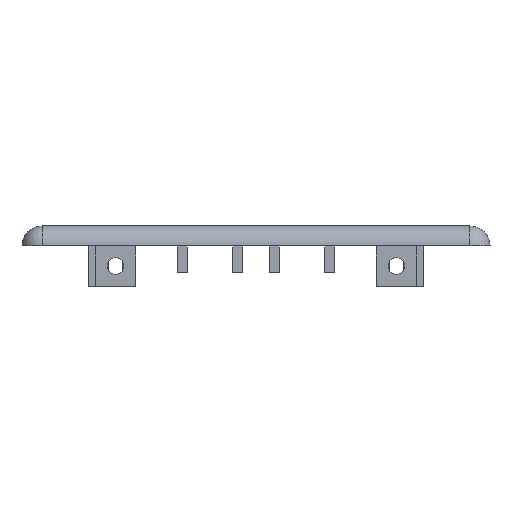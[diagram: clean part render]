
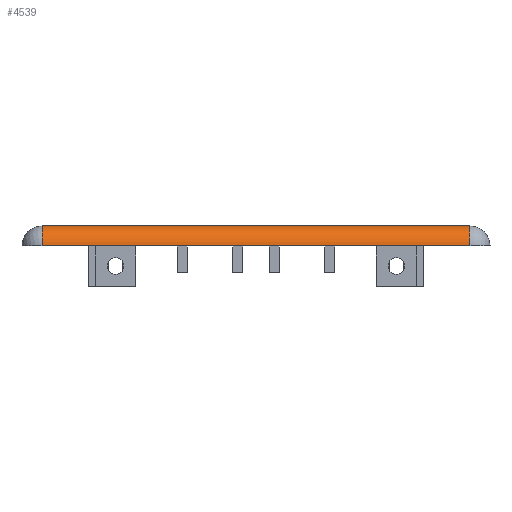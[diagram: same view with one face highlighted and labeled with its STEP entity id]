
A CAD part, left-side view. The second image highlights one B-rep face of the part: STEP entity #4539.
In plain terms, the highlighted cylindrical face has radius 3 mm (diameter 6 mm), a partial arc.
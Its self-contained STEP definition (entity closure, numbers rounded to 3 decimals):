
#52=CYLINDRICAL_SURFACE('',#4849,3.);
#161=CIRCLE('',#4850,3.);
#162=CIRCLE('',#4851,3.);
#369=FACE_OUTER_BOUND('',#621,.T.);
#621=EDGE_LOOP('',(#3997,#3998,#3999,#4000));
#665=LINE('',#6080,#1233);
#1200=LINE('',#7293,#1768);
#1233=VECTOR('',#4901,10.);
#1768=VECTOR('',#5976,10.);
#1799=VERTEX_POINT('',#6076);
#1801=VERTEX_POINT('',#6079);
#2207=VERTEX_POINT('',#7284);
#2209=VERTEX_POINT('',#7290);
#2230=EDGE_CURVE('',#1799,#1801,#665,.T.);
#2834=EDGE_CURVE('',#2209,#1801,#161,.T.);
#2835=EDGE_CURVE('',#1799,#2207,#162,.T.);
#2836=EDGE_CURVE('',#2207,#2209,#1200,.T.);
#3997=ORIENTED_EDGE('',*,*,#2834,.T.);
#3998=ORIENTED_EDGE('',*,*,#2230,.F.);
#3999=ORIENTED_EDGE('',*,*,#2835,.T.);
#4000=ORIENTED_EDGE('',*,*,#2836,.T.);
#4539=ADVANCED_FACE('',(#369),#52,.T.);
#4849=AXIS2_PLACEMENT_3D('',#7289,#5970,#5971);
#4850=AXIS2_PLACEMENT_3D('',#7291,#5972,#5973);
#4851=AXIS2_PLACEMENT_3D('',#7292,#5974,#5975);
#4901=DIRECTION('',(0.,1.,0.));
#5970=DIRECTION('center_axis',(0.,-1.,0.));
#5971=DIRECTION('ref_axis',(-0.707,0.,0.707));
#5972=DIRECTION('center_axis',(0.,-1.,0.));
#5973=DIRECTION('ref_axis',(0.,0.,
1.));
#5974=DIRECTION('center_axis',(0.,1.,0.));
#5975=DIRECTION('ref_axis',(-1.,0.,0.));
#5976=DIRECTION('',(0.,1.,0.));
#6076=CARTESIAN_POINT('',(7.504,-0.845,64.));
#6079=CARTESIAN_POINT('',(7.504,63.155,64.));
#6080=CARTESIAN_POINT('',(7.504,48.655,64.));
#7284=CARTESIAN_POINT('',(10.504,-0.845,67.));
#7289=CARTESIAN_POINT('Origin',(10.504,48.655,64.));
#7290=CARTESIAN_POINT('',(10.504,63.155,67.));
#7291=CARTESIAN_POINT('Origin',(10.504,63.155,64.));
#7292=CARTESIAN_POINT('Origin',(10.504,-0.845,64.));
#7293=CARTESIAN_POINT('',(10.504,48.655,67.));
